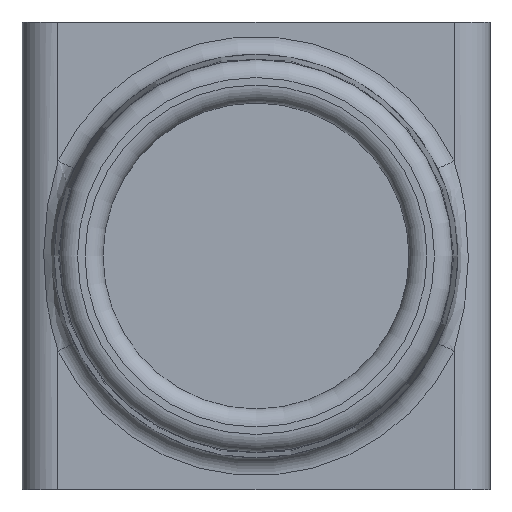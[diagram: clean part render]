
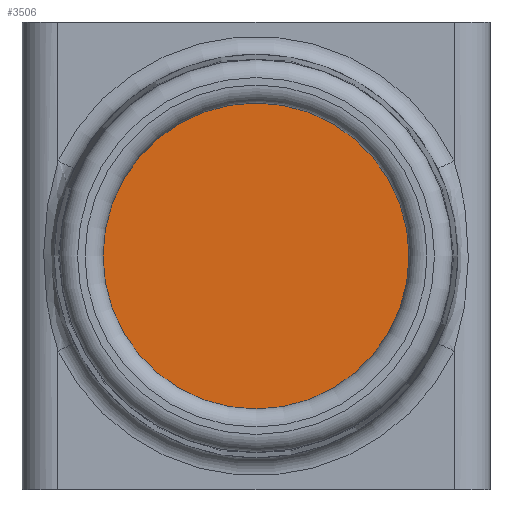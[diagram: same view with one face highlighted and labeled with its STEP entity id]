
A CAD part, front view. The second image highlights one B-rep face of the part: STEP entity #3506.
In plain terms, the highlighted planar face has unit normal (0, -1, 0).
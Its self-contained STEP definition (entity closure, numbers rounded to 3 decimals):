
#45=PLANE('',#3728);
#240=FACE_OUTER_BOUND('',#430,.T.);
#430=EDGE_LOOP('',(#3068,#3069,#3070,#3071,#3072,#3073,#3074,#3075));
#910=LINE('',#8583,#1106);
#917=LINE('',#8600,#1113);
#949=LINE('',#12403,#1145);
#955=LINE('',#12420,#1151);
#970=LINE('',#12464,#1166);
#985=LINE('',#12496,#1181);
#986=LINE('',#12498,#1182);
#988=LINE('',#12501,#1184);
#1106=VECTOR('',#4079,10.);
#1113=VECTOR('',#4094,10.);
#1145=VECTOR('',#4218,10.);
#1151=VECTOR('',#4236,10.);
#1166=VECTOR('',#4267,10.);
#1181=VECTOR('',#4308,10.);
#1182=VECTOR('',#4311,10.);
#1184=VECTOR('',#4315,10.);
#1426=VERTEX_POINT('',#8580);
#1427=VERTEX_POINT('',#8582);
#1433=VERTEX_POINT('',#8598);
#1507=VERTEX_POINT('',#12400);
#1508=VERTEX_POINT('',#12402);
#1513=VERTEX_POINT('',#12418);
#1534=VERTEX_POINT('',#12462);
#1538=VERTEX_POINT('',#12494);
#1871=EDGE_CURVE('',#1426,#1427,#910,.T.);
#1881=EDGE_CURVE('',#1426,#1433,#917,.T.);
#2011=EDGE_CURVE('',#1507,#1508,#949,.T.);
#2020=EDGE_CURVE('',#1433,#1513,#955,.T.);
#2042=EDGE_CURVE('',#1534,#1513,#970,.T.);
#2059=EDGE_CURVE('',#1534,#1538,#985,.T.);
#2060=EDGE_CURVE('',#1538,#1508,#986,.T.);
#2062=EDGE_CURVE('',#1507,#1427,#988,.T.);
#3068=ORIENTED_EDGE('',*,*,#2020,.T.);
#3069=ORIENTED_EDGE('',*,*,#2042,.F.);
#3070=ORIENTED_EDGE('',*,*,#2059,.T.);
#3071=ORIENTED_EDGE('',*,*,#2060,.T.);
#3072=ORIENTED_EDGE('',*,*,#2011,.F.);
#3073=ORIENTED_EDGE('',*,*,#2062,.T.);
#3074=ORIENTED_EDGE('',*,*,#1871,.F.);
#3075=ORIENTED_EDGE('',*,*,#1881,.T.);
#3506=ADVANCED_FACE('',(#240),#45,.F.);
#3728=AXIS2_PLACEMENT_3D('',#12500,#4313,#4314);
#4079=DIRECTION('',(0.,0.,-1.));
#4094=DIRECTION('',(-1.,0.,0.));
#4218=DIRECTION('',(0.,0.,1.));
#4236=DIRECTION('',(0.,0.,1.));
#4267=DIRECTION('',(1.,0.,0.));
#4308=DIRECTION('',(0.,0.,-1.));
#4311=DIRECTION('',(-1.,0.,0.));
#4313=DIRECTION('center_axis',(0.,1.,0.));
#4314=DIRECTION('ref_axis',(1.,0.,0.));
#4315=DIRECTION('',(1.,0.,0.));
#8580=CARTESIAN_POINT('',(29.,22.,21.));
#8582=CARTESIAN_POINT('',(29.,22.,2.));
#8583=CARTESIAN_POINT('',(29.,22.,26.));
#8598=CARTESIAN_POINT('',(28.,22.,21.));
#8600=CARTESIAN_POINT('',(19.25,22.,21.));
#12400=CARTESIAN_POINT('',(11.,22.,2.));
#12402=CARTESIAN_POINT('',(11.,22.,21.));
#12403=CARTESIAN_POINT('',(11.,22.,26.));
#12418=CARTESIAN_POINT('',(28.,22.,26.));
#12420=CARTESIAN_POINT('',(28.,22.,26.));
#12462=CARTESIAN_POINT('',(12.,22.,26.));
#12464=CARTESIAN_POINT('',(8.,22.,26.));
#12494=CARTESIAN_POINT('',(12.,22.,21.));
#12496=CARTESIAN_POINT('',(12.,22.,26.));
#12498=CARTESIAN_POINT('',(9.75,22.,21.));
#12500=CARTESIAN_POINT('Origin',(9.,22.,26.));
#12501=CARTESIAN_POINT('',(9.,22.,2.));
